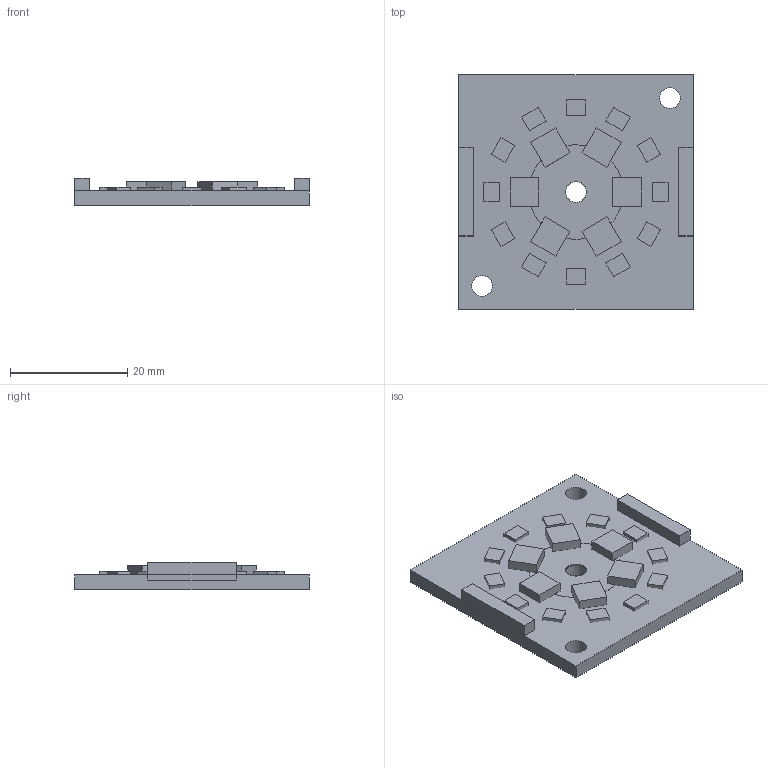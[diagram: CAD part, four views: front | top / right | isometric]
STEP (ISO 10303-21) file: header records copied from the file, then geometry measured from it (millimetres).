
FILE_DESCRIPTION(('FreeCAD Model'),'2;1');
FILE_NAME('Open CASCADE Shape Model','2025-04-09T16:55:39',('Author'),( ''),'Open CASCADE STEP processor 7.5','FreeCAD','Unknown');
FILE_SCHEMA(('AUTOMOTIVE_DESIGN { 1 0 10303 214 1 1 1 1 }'));
Length unit declared in the file: millimetre
Products named in the file (9): LinkGroup; Part; Fusion001; Part001; Body003; Body004; Part002; Body005; Body006
Assembly tree (8 placements, depth 3):
  LinkGroup
    Part
      Fusion001
    Part001
      Body003
      Body004
    Part002
      Body005
      Body006
Bounding box: 40 x 40 x 4.63 mm (x, y, z)
Volume: 4459.6 mm3; surface area: 6279.7 mm2
Topology: 5 solids, 5 shells, 146 faces, 371 edges, 258 vertices
Faces by surface type: plane 134, cylinder 12
Full cylindrical faces by diameter (mm): 3.55 x5, 31.601 x1
Entity records: 4600 total; most frequent: CARTESIAN_POINT 784, ORIENTED_EDGE 742, DIRECTION 710, EDGE_CURVE 371, LINE 342, VECTOR 342, VERTEX_POINT 258, AXIS2_PLACEMENT_3D 184
